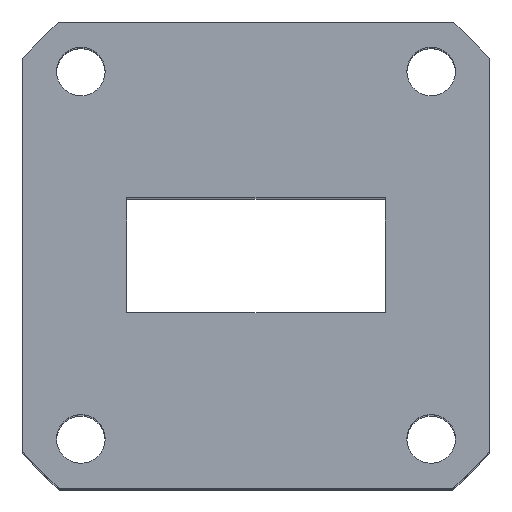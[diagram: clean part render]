
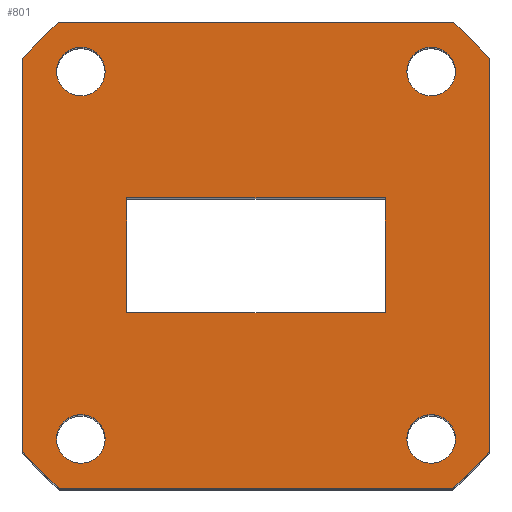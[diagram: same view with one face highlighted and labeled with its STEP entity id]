
A CAD part, top view. The second image highlights one B-rep face of the part: STEP entity #801.
In plain terms, the highlighted planar face has unit normal (0, 0, 1).
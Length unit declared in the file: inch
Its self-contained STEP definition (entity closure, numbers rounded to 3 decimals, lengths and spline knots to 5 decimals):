
#97 = EDGE_CURVE ( 'NONE', #3730, #5282, #11005, .T. ) ;
#115 = EDGE_CURVE ( 'NONE', #11026, #11026, #4212, .T. ) ;
#151 = CIRCLE ( 'NONE', #3261, 1.0625 ) ;
#163 = EDGE_CURVE ( 'NONE', #9832, #6931, #6125, .T. ) ;
#171 = DIRECTION ( 'NONE',  ( 1., 0., 0. ) ) ;
#201 = CIRCLE ( 'NONE', #7121, 0.0845 ) ;
#379 = VERTEX_POINT ( 'NONE', #8349 ) ;
#560 = LINE ( 'NONE', #8480, #8646 ) ;
#605 = CARTESIAN_POINT ( 'NONE',  ( -0.8125, 0.68465, 0. ) ) ;
#657 = ORIENTED_EDGE ( 'NONE', *, *, #986, .T. ) ;
#660 = CARTESIAN_POINT ( 'NONE',  ( -0.45, 0.2, 0. ) ) ;
#721 = FACE_OUTER_BOUND ( 'NONE', #9783, .T. ) ;
#793 = CIRCLE ( 'NONE', #2158, 0.0845 ) ;
#801 = ADVANCED_FACE ( 'NONE', ( #3886, #3424, #7553, #10379, #865, #721 ), #2279, .F. ) ;
#808 = ORIENTED_EDGE ( 'NONE', *, *, #115, .F. ) ;
#821 = CARTESIAN_POINT ( 'NONE',  ( -0.45, 0.2, 0. ) ) ;
#859 = VERTEX_POINT ( 'NONE', #12850 ) ;
#865 = FACE_BOUND ( 'NONE', #10829, .T. ) ;
#868 = DIRECTION ( 'NONE',  ( -1., 0., 0. ) ) ;
#946 = DIRECTION ( 'NONE',  ( 1., 0., 0. ) ) ;
#986 = EDGE_CURVE ( 'NONE', #2990, #5282, #560, .T. ) ;
#1005 = ORIENTED_EDGE ( 'NONE', *, *, #7791, .F. ) ;
#1123 = DIRECTION ( 'NONE',  ( 0., 0., 1. ) ) ;
#1337 = CARTESIAN_POINT ( 'NONE',  ( 0., 0., 0. ) ) ;
#1351 = AXIS2_PLACEMENT_3D ( 'NONE', #1337, #3379, #7460 ) ;
#1440 = CARTESIAN_POINT ( 'NONE',  ( 0.45, 0.2, 0. ) ) ;
#1530 = VERTEX_POINT ( 'NONE', #5033 ) ;
#1550 = CARTESIAN_POINT ( 'NONE',  ( -0.8125, -0.68465, 0. ) ) ;
#1909 = VECTOR ( 'NONE', #171, 39.37008 ) ;
#2059 = EDGE_CURVE ( 'NONE', #5170, #5170, #201, .T. ) ;
#2158 = AXIS2_PLACEMENT_3D ( 'NONE', #4016, #2994, #9070 ) ;
#2164 = CARTESIAN_POINT ( 'NONE',  ( -0.5255, 0.64, 0. ) ) ;
#2177 = CARTESIAN_POINT ( 'NONE',  ( 0.8125, -0.8125, 0. ) ) ;
#2279 = PLANE ( 'NONE',  #1351 ) ;
#2334 = LINE ( 'NONE', #9592, #11537 ) ;
#2339 = VERTEX_POINT ( 'NONE', #4325 ) ;
#2356 = DIRECTION ( 'NONE',  ( 0., 1., 0. ) ) ;
#2419 = EDGE_CURVE ( 'NONE', #859, #7592, #5430, .T. ) ;
#2755 = VERTEX_POINT ( 'NONE', #10045 ) ;
#2868 = ORIENTED_EDGE ( 'NONE', *, *, #11490, .F. ) ;
#2872 = AXIS2_PLACEMENT_3D ( 'NONE', #5344, #7410, #5437 ) ;
#2990 = VERTEX_POINT ( 'NONE', #605 ) ;
#2991 = CARTESIAN_POINT ( 'NONE',  ( 0., 0., 0. ) ) ;
#2994 = DIRECTION ( 'NONE',  ( 0., 0., 1. ) ) ;
#3084 = LINE ( 'NONE', #6782, #11169 ) ;
#3164 = LINE ( 'NONE', #10283, #1909 ) ;
#3261 = AXIS2_PLACEMENT_3D ( 'NONE', #7050, #1123, #12280 ) ;
#3319 = CARTESIAN_POINT ( 'NONE',  ( -0.61, 0.64, 0. ) ) ;
#3379 = DIRECTION ( 'NONE',  ( 0., 0., -1. ) ) ;
#3424 = FACE_BOUND ( 'NONE', #11321, .T. ) ;
#3730 = VERTEX_POINT ( 'NONE', #5055 ) ;
#3829 = ORIENTED_EDGE ( 'NONE', *, *, #5802, .T. ) ;
#3886 = FACE_BOUND ( 'NONE', #12939, .T. ) ;
#3911 = EDGE_CURVE ( 'NONE', #379, #859, #3164, .T. ) ;
#4016 = CARTESIAN_POINT ( 'NONE',  ( 0.61, -0.64, 0. ) ) ;
#4058 = DIRECTION ( 'NONE',  ( 0., 0., -1. ) ) ;
#4097 = VECTOR ( 'NONE', #868, 39.37008 ) ;
#4212 = CIRCLE ( 'NONE', #11809, 0.0845 ) ;
#4325 = CARTESIAN_POINT ( 'NONE',  ( 0.8125, 0.68465, 0. ) ) ;
#4476 = ORIENTED_EDGE ( 'NONE', *, *, #2419, .F. ) ;
#4799 = VECTOR ( 'NONE', #10028, 39.37008 ) ;
#5033 = CARTESIAN_POINT ( 'NONE',  ( 0.6945, -0.64, 0. ) ) ;
#5036 = CARTESIAN_POINT ( 'NONE',  ( 0.61, 0.64, 0. ) ) ;
#5048 = CARTESIAN_POINT ( 'NONE',  ( 0.8125, -0.68465, 0. ) ) ;
#5055 = CARTESIAN_POINT ( 'NONE',  ( -0.68465, -0.8125, 0. ) ) ;
#5124 = CARTESIAN_POINT ( 'NONE',  ( 0., 0., 0. ) ) ;
#5170 = VERTEX_POINT ( 'NONE', #2164 ) ;
#5217 = EDGE_CURVE ( 'NONE', #9832, #2339, #12359, .T. ) ;
#5280 = CARTESIAN_POINT ( 'NONE',  ( 0.68465, 0.8125, 0. ) ) ;
#5282 = VERTEX_POINT ( 'NONE', #1550 ) ;
#5344 = CARTESIAN_POINT ( 'NONE',  ( 0., 0., 0. ) ) ;
#5430 = LINE ( 'NONE', #11995, #4799 ) ;
#5437 = DIRECTION ( 'NONE',  ( -1., 0., 0. ) ) ;
#5791 = DIRECTION ( 'NONE',  ( 0., -1., 0. ) ) ;
#5802 = EDGE_CURVE ( 'NONE', #3730, #6931, #2334, .T. ) ;
#6063 = CARTESIAN_POINT ( 'NONE',  ( 0.6945, 0.64, 0. ) ) ;
#6125 = CIRCLE ( 'NONE', #13185, 1.0625 ) ;
#6165 = DIRECTION ( 'NONE',  ( 0., 0., 1. ) ) ;
#6172 = DIRECTION ( 'NONE',  ( -1., 0., 0. ) ) ;
#6271 = DIRECTION ( 'NONE',  ( 0., 0., 1. ) ) ;
#6340 = DIRECTION ( 'NONE',  ( 0., -1., 0. ) ) ;
#6565 = ORIENTED_EDGE ( 'NONE', *, *, #7052, .F. ) ;
#6782 = CARTESIAN_POINT ( 'NONE',  ( -0.45, -0.2, 0. ) ) ;
#6931 = VERTEX_POINT ( 'NONE', #10050 ) ;
#6964 = CARTESIAN_POINT ( 'NONE',  ( -0.8125, 0.8125, 0. ) ) ;
#7026 = ORIENTED_EDGE ( 'NONE', *, *, #11588, .T. ) ;
#7050 = CARTESIAN_POINT ( 'NONE',  ( 0., 0., 0. ) ) ;
#7052 = EDGE_CURVE ( 'NONE', #2990, #2755, #7403, .T. ) ;
#7054 = DIRECTION ( 'NONE',  ( 1., 0., 0. ) ) ;
#7121 = AXIS2_PLACEMENT_3D ( 'NONE', #3319, #6271, #10414 ) ;
#7130 = CARTESIAN_POINT ( 'NONE',  ( -0.5255, -0.64, 0. ) ) ;
#7321 = ORIENTED_EDGE ( 'NONE', *, *, #3911, .F. ) ;
#7396 = ORIENTED_EDGE ( 'NONE', *, *, #163, .F. ) ;
#7403 = CIRCLE ( 'NONE', #7631, 1.0625 ) ;
#7410 = DIRECTION ( 'NONE',  ( 0., 0., -1. ) ) ;
#7460 = DIRECTION ( 'NONE',  ( -1., 0., 0. ) ) ;
#7544 = ORIENTED_EDGE ( 'NONE', *, *, #2059, .F. ) ;
#7553 = FACE_BOUND ( 'NONE', #9063, .T. ) ;
#7592 = VERTEX_POINT ( 'NONE', #1440 ) ;
#7613 = DIRECTION ( 'NONE',  ( 1., 0., 0. ) ) ;
#7631 = AXIS2_PLACEMENT_3D ( 'NONE', #5124, #12235, #6172 ) ;
#7791 = EDGE_CURVE ( 'NONE', #8274, #379, #3084, .T. ) ;
#7830 = AXIS2_PLACEMENT_3D ( 'NONE', #5036, #6165, #7054 ) ;
#8127 = DIRECTION ( 'NONE',  ( -1., 0., 0. ) ) ;
#8274 = VERTEX_POINT ( 'NONE', #660 ) ;
#8309 = EDGE_LOOP ( 'NONE', ( #808 ) ) ;
#8349 = CARTESIAN_POINT ( 'NONE',  ( -0.45, -0.2, 0. ) ) ;
#8480 = CARTESIAN_POINT ( 'NONE',  ( -0.8125, -0.8125, 0. ) ) ;
#8646 = VECTOR ( 'NONE', #6340, 39.37008 ) ;
#8841 = EDGE_CURVE ( 'NONE', #12981, #12981, #9077, .T. ) ;
#9063 = EDGE_LOOP ( 'NONE', ( #10944 ) ) ;
#9070 = DIRECTION ( 'NONE',  ( 1., 0., 0. ) ) ;
#9077 = CIRCLE ( 'NONE', #7830, 0.0845 ) ;
#9592 = CARTESIAN_POINT ( 'NONE',  ( -0.8125, -0.8125, 0. ) ) ;
#9631 = VECTOR ( 'NONE', #2356, 39.37008 ) ;
#9783 = EDGE_LOOP ( 'NONE', ( #6565, #657, #10844, #3829, #7396, #10949, #11111, #7026 ) ) ;
#9807 = LINE ( 'NONE', #821, #11406 ) ;
#9832 = VERTEX_POINT ( 'NONE', #5048 ) ;
#10028 = DIRECTION ( 'NONE',  ( 0., 1., 0. ) ) ;
#10045 = CARTESIAN_POINT ( 'NONE',  ( -0.68465, 0.8125, 0. ) ) ;
#10050 = CARTESIAN_POINT ( 'NONE',  ( 0.68465, -0.8125, 0. ) ) ;
#10283 = CARTESIAN_POINT ( 'NONE',  ( -0.45, -0.2, 0. ) ) ;
#10299 = EDGE_CURVE ( 'NONE', #2339, #12146, #151, .T. ) ;
#10379 = FACE_BOUND ( 'NONE', #8309, .T. ) ;
#10387 = EDGE_CURVE ( 'NONE', #1530, #1530, #793, .T. ) ;
#10414 = DIRECTION ( 'NONE',  ( 1., 0., 0. ) ) ;
#10829 = EDGE_LOOP ( 'NONE', ( #2868, #4476, #7321, #1005 ) ) ;
#10844 = ORIENTED_EDGE ( 'NONE', *, *, #97, .F. ) ;
#10944 = ORIENTED_EDGE ( 'NONE', *, *, #10387, .F. ) ;
#10949 = ORIENTED_EDGE ( 'NONE', *, *, #5217, .T. ) ;
#11005 = CIRCLE ( 'NONE', #2872, 1.0625 ) ;
#11026 = VERTEX_POINT ( 'NONE', #7130 ) ;
#11111 = ORIENTED_EDGE ( 'NONE', *, *, #10299, .T. ) ;
#11169 = VECTOR ( 'NONE', #5791, 39.37008 ) ;
#11230 = LINE ( 'NONE', #6964, #4097 ) ;
#11321 = EDGE_LOOP ( 'NONE', ( #13184 ) ) ;
#11406 = VECTOR ( 'NONE', #12004, 39.37008 ) ;
#11490 = EDGE_CURVE ( 'NONE', #7592, #8274, #9807, .T. ) ;
#11537 = VECTOR ( 'NONE', #7613, 39.37008 ) ;
#11588 = EDGE_CURVE ( 'NONE', #12146, #2755, #11230, .T. ) ;
#11809 = AXIS2_PLACEMENT_3D ( 'NONE', #12089, #12187, #946 ) ;
#11995 = CARTESIAN_POINT ( 'NONE',  ( 0.45, -0.2, 0. ) ) ;
#12004 = DIRECTION ( 'NONE',  ( -1., 0., 0. ) ) ;
#12089 = CARTESIAN_POINT ( 'NONE',  ( -0.61, -0.64, 0. ) ) ;
#12146 = VERTEX_POINT ( 'NONE', #5280 ) ;
#12187 = DIRECTION ( 'NONE',  ( 0., 0., 1. ) ) ;
#12235 = DIRECTION ( 'NONE',  ( 0., 0., -1. ) ) ;
#12280 = DIRECTION ( 'NONE',  ( 1., 0., 0. ) ) ;
#12359 = LINE ( 'NONE', #2177, #9631 ) ;
#12850 = CARTESIAN_POINT ( 'NONE',  ( 0.45, -0.2, 0. ) ) ;
#12939 = EDGE_LOOP ( 'NONE', ( #7544 ) ) ;
#12981 = VERTEX_POINT ( 'NONE', #6063 ) ;
#13184 = ORIENTED_EDGE ( 'NONE', *, *, #8841, .F. ) ;
#13185 = AXIS2_PLACEMENT_3D ( 'NONE', #2991, #4058, #8127 ) ;
